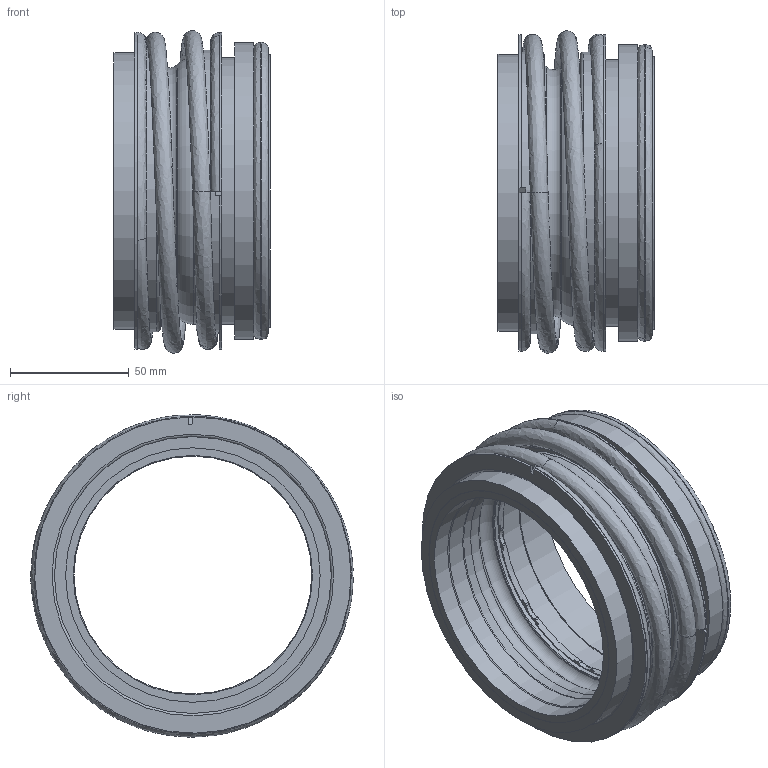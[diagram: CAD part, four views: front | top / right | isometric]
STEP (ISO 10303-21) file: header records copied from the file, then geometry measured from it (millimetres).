
FILE_DESCRIPTION(/* description */ ('Unknown'),/* implementation_level */ '2;1');
FILE_NAME(/* name */ 'eMG12-100-G6',/* time_stamp */ '2020-12-11T10:47:40+01:00',/* author */ ('Unknown'),/* organization */ ('Unknown'),/* preprocessor_version */ 'ST-DEVELOPER v16.7',/* originating_system */ 'DEX',/* authorisation */ $);
FILE_SCHEMA (('AUTOMOTIVE_DESIGN {1 0 10303 214 3 1 1}'));
Length unit declared in the file: millimetre
Products named in the file (1): eMG12-100-G6
Bounding box: 66 x 135.51 x 135.46 mm (x, y, z)
Volume: 225155.1 mm3; surface area: 140262.2 mm2
Topology: 8 solids, 8 shells, 288 faces, 670 edges, 380 vertices
Faces by surface type: cylinder 125, plane 69, torus 40, bspline 28, sphere 18, cone 8
Full cylindrical faces by diameter (mm): 100 x1, 100.6 x1, 101 x1, 101.6 x1, 102 x1, 103.1 x1, 107 x1, 111.7 x1, 112 x3, 112.5 x2, 114.7 x1, 115.1 x2, 116.4 x4, 118.4 x2, 124.8 x1, 125 x1
Entity records: 9851 total; most frequent: CARTESIAN_POINT 3780, DIRECTION 1282, ORIENTED_EDGE 1140, EDGE_CURVE 570, AXIS2_PLACEMENT_3D 539, EDGE_LOOP 372, FACE_BOUND 372, VERTEX_POINT 368
